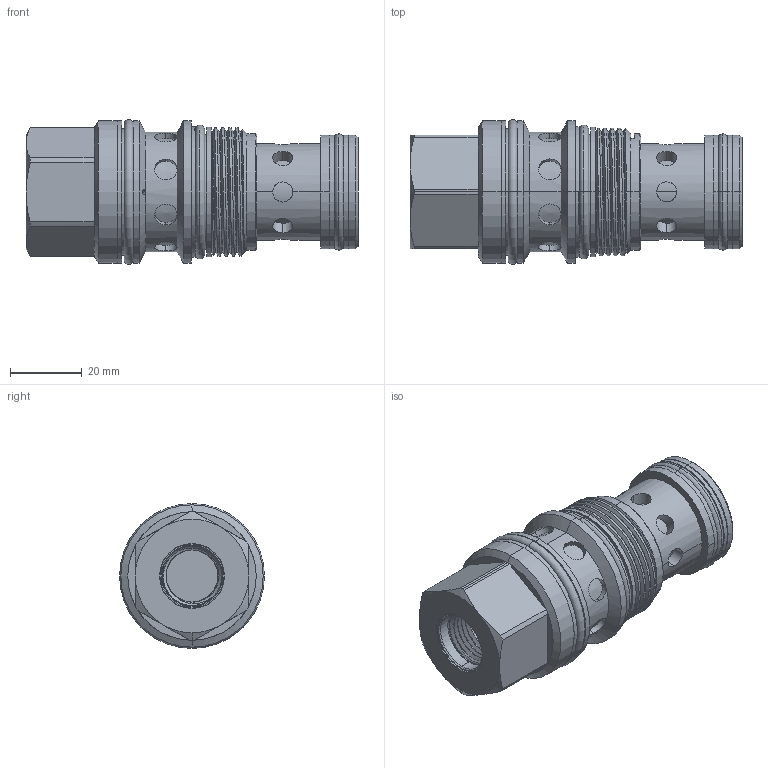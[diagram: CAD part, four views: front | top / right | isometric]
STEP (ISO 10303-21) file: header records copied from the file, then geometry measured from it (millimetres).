
FILE_DESCRIPTION (( 'STEP AP203' ), '1' );
FILE_NAME ('PP17A30-8.STEP', '2016-07-27T05:22:57', ( '' ), ( '' ), 'SwSTEP 2.0', 'SolidWorks 2012', '' );
FILE_SCHEMA (( 'CONFIG_CONTROL_DESIGN' ));
Length unit declared in the file: millimetre
Products named in the file (1): PP17A30-8
Bounding box: 92.57 x 40.39 x 40.39 mm (x, y, z)
Volume: 75256.8 mm3; surface area: 21889.4 mm2
Topology: 6 solids, 10 shells, 262 faces, 600 edges, 378 vertices
Faces by surface type: cylinder 133, plane 49, cone 49, torus 24, bspline 7
Entity records: 11748 total; most frequent: CARTESIAN_POINT 5924, ORIENTED_EDGE 1200, DIRECTION 1190, EDGE_CURVE 600, AXIS2_PLACEMENT_3D 504, VERTEX_POINT 378, EDGE_LOOP 298, FACE_OUTER_BOUND 262
